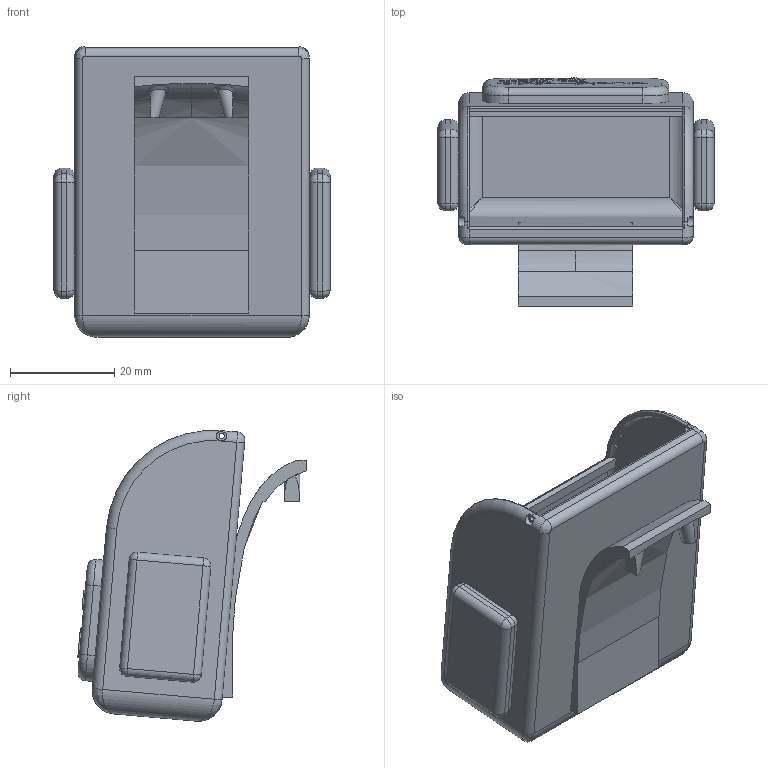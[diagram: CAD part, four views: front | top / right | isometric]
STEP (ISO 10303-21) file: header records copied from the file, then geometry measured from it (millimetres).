
FILE_DESCRIPTION(/* description */ (''),/* implementation_level */ '2;1');
FILE_NAME(/* name */ '',/* time_stamp */ '2023-03-05T23:03:30+08:00',/* author */ (''),/* organization */ (''),/* preprocessor_version */ 'ST-DEVELOPER v19.2',/* originating_system */ 'Autodesk Translation Framework v11.17.0.187',/* authorisation */ '');
FILE_SCHEMA (('AUTOMOTIVE_DESIGN { 1 0 10303 214 3 1 1 }'));
Length unit declared in the file: millimetre
Products named in the file (1): Fusion 零部件
Bounding box: 53 x 43.86 x 55.77 mm (x, y, z)
Volume: 14516.4 mm3; surface area: 17274.7 mm2
Topology: 1 solids, 1 shells, 439 faces, 1153 edges, 726 vertices
Faces by surface type: bspline 209, plane 138, cylinder 66, sphere 16, torus 10
Full cylindrical faces by diameter (mm): 1 x2
Entity records: 16771 total; most frequent: CARTESIAN_POINT 7364, ORIENTED_EDGE 2274, DIRECTION 1320, EDGE_CURVE 1137, VERTEX_POINT 722, LINE 556, VECTOR 556, EDGE_LOOP 465
